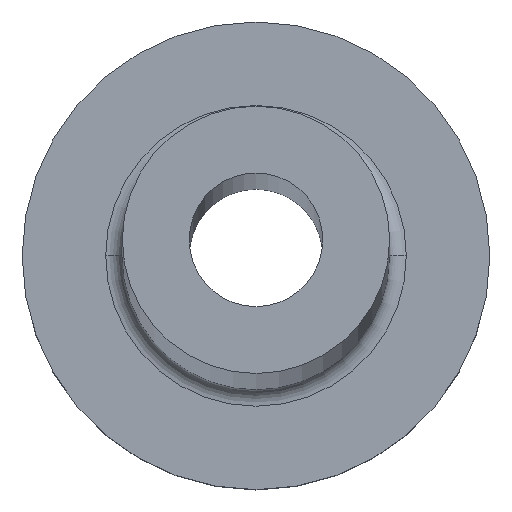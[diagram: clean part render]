
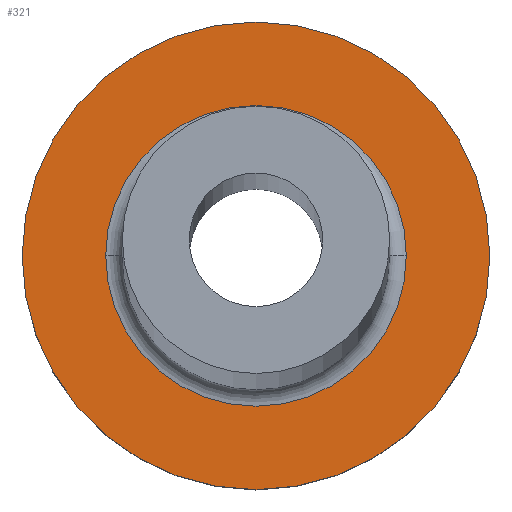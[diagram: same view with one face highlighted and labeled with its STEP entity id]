
A CAD part, top view. The second image highlights one B-rep face of the part: STEP entity #321.
In plain terms, the highlighted planar face has unit normal (0, 0, 1).
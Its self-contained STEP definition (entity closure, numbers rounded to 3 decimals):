
#10 = DIRECTION ( 'NONE',  ( 0., 0., 1. ) ) ;
#13 = DIRECTION ( 'NONE',  ( 0., 0., 1. ) ) ;
#14 = DIRECTION ( 'NONE',  ( 1., 0., 0. ) ) ;
#16 = CARTESIAN_POINT ( 'NONE',  ( 0., 0., 5. ) ) ;
#31 = CIRCLE ( 'NONE', #334, 7. ) ;
#40 = PLANE ( 'NONE',  #200 ) ;
#43 = AXIS2_PLACEMENT_3D ( 'NONE', #245, #373, #216 ) ;
#44 = VERTEX_POINT ( 'NONE', #183 ) ;
#53 = CARTESIAN_POINT ( 'NONE',  ( 7., 0., 5. ) ) ;
#66 = EDGE_CURVE ( 'NONE', #222, #44, #332, .T. ) ;
#71 = DIRECTION ( 'NONE',  ( 0., 0., -1. ) ) ;
#84 = CIRCLE ( 'NONE', #372, 4.5 ) ;
#112 = VERTEX_POINT ( 'NONE', #138 ) ;
#122 = AXIS2_PLACEMENT_3D ( 'NONE', #16, #13, #131 ) ;
#131 = DIRECTION ( 'NONE',  ( 1., 0., 0. ) ) ;
#138 = CARTESIAN_POINT ( 'NONE',  ( -7., 0., 5. ) ) ;
#147 = ORIENTED_EDGE ( 'NONE', *, *, #368, .T. ) ;
#156 = DIRECTION ( 'NONE',  ( 1., 0., 0. ) ) ;
#168 = VERTEX_POINT ( 'NONE', #53 ) ;
#180 = FACE_OUTER_BOUND ( 'NONE', #327, .T. ) ;
#183 = CARTESIAN_POINT ( 'NONE',  ( 4.5, 0., 5. ) ) ;
#199 = ORIENTED_EDGE ( 'NONE', *, *, #66, .T. ) ;
#200 = AXIS2_PLACEMENT_3D ( 'NONE', #267, #269, #156 ) ;
#205 = CARTESIAN_POINT ( 'NONE',  ( -4.5, 0., 5. ) ) ;
#210 = CARTESIAN_POINT ( 'NONE',  ( 0., 0., 5. ) ) ;
#214 = FACE_BOUND ( 'NONE', #330, .T. ) ;
#215 = CARTESIAN_POINT ( 'NONE',  ( 0., 0., 5. ) ) ;
#216 = DIRECTION ( 'NONE',  ( 1., 0., 0. ) ) ;
#222 = VERTEX_POINT ( 'NONE', #205 ) ;
#245 = CARTESIAN_POINT ( 'NONE',  ( 0., 0., 5. ) ) ;
#267 = CARTESIAN_POINT ( 'NONE',  ( 0., 0., 5. ) ) ;
#269 = DIRECTION ( 'NONE',  ( 0., 0., 1. ) ) ;
#321 = ADVANCED_FACE ( 'NONE', ( #214, #180 ), #40, .T. ) ;
#327 = EDGE_LOOP ( 'NONE', ( #147, #354 ) ) ;
#330 = EDGE_LOOP ( 'NONE', ( #381, #199 ) ) ;
#332 = CIRCLE ( 'NONE', #43, 4.5 ) ;
#334 = AXIS2_PLACEMENT_3D ( 'NONE', #210, #10, #369 ) ;
#341 = EDGE_CURVE ( 'NONE', #168, #112, #342, .T. ) ;
#342 = CIRCLE ( 'NONE', #122, 7. ) ;
#354 = ORIENTED_EDGE ( 'NONE', *, *, #341, .T. ) ;
#363 = EDGE_CURVE ( 'NONE', #44, #222, #84, .T. ) ;
#368 = EDGE_CURVE ( 'NONE', #112, #168, #31, .T. ) ;
#369 = DIRECTION ( 'NONE',  ( 1., 0., 0. ) ) ;
#372 = AXIS2_PLACEMENT_3D ( 'NONE', #215, #71, #14 ) ;
#373 = DIRECTION ( 'NONE',  ( 0., 0., -1. ) ) ;
#381 = ORIENTED_EDGE ( 'NONE', *, *, #363, .T. ) ;
